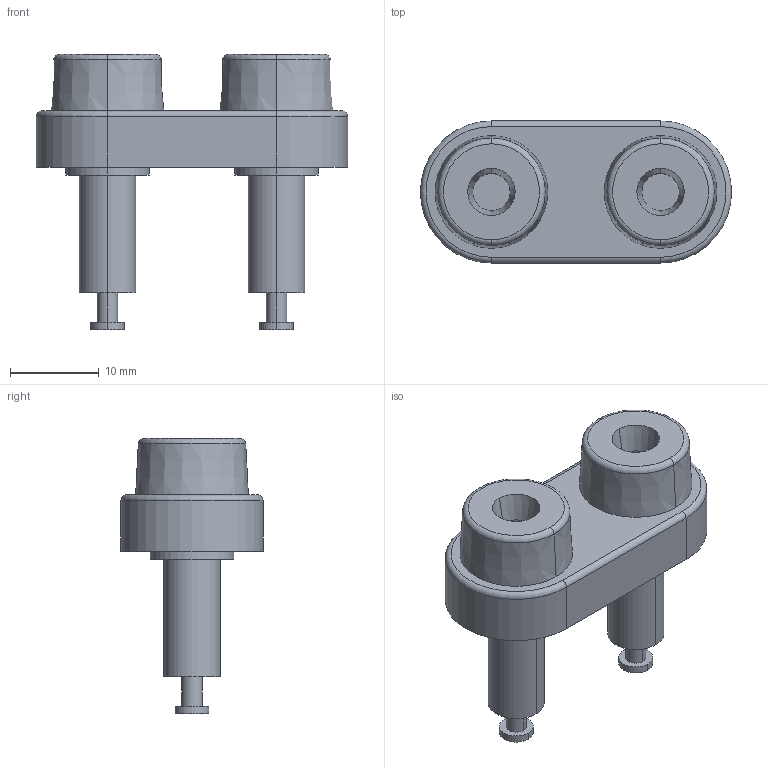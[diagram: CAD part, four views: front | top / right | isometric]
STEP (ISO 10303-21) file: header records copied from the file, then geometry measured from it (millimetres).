
FILE_DESCRIPTION(('FreeCAD Model'),'2;1');
FILE_NAME('2269-0.step','2018-09-24T01:12:13',('Author'),(''), 'Open CASCADE STEP processor 7.3','FreeCAD','Unknown');
FILE_SCHEMA(('AUTOMOTIVE_DESIGN { 1 0 10303 214 1 1 1 1 }'));
Length unit declared in the file: millimetre
Products named in the file (1): User_Library-2269
Bounding box: 35.05 x 16 x 30.99 mm (x, y, z)
Volume: 5000.2 mm3; surface area: 3345.5 mm2
Topology: 1 solids, 1 shells, 54 faces, 108 edges, 68 vertices
Faces by surface type: cylinder 24, plane 16, cone 8, torus 6
Entity records: 1820 total; most frequent: DIRECTION 288, CARTESIAN_POINT 231, ORIENTED_EDGE 216, AXIS2_PLACEMENT_3D 125, EDGE_CURVE 108, CIRCLE 70, VERTEX_POINT 68, FACE_BOUND 66
